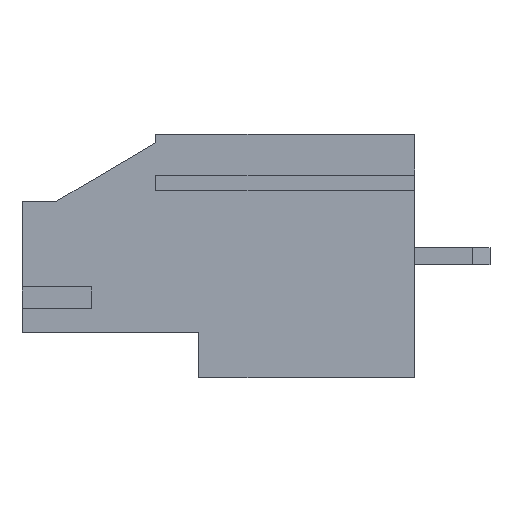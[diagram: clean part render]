
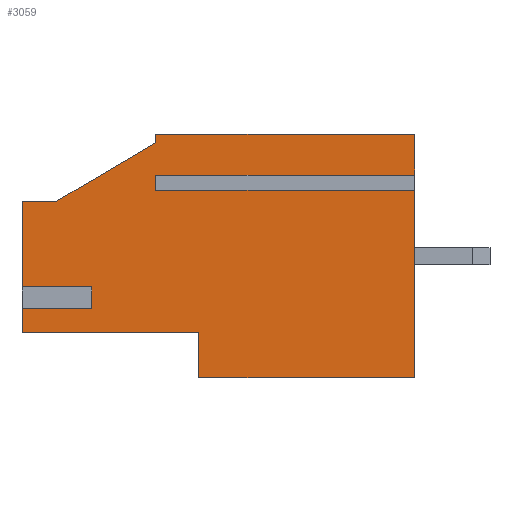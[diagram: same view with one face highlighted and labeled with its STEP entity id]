
A CAD part, left-side view. The second image highlights one B-rep face of the part: STEP entity #3059.
In plain terms, the highlighted planar face has unit normal (-1, 0, 0).
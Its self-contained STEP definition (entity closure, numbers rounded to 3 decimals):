
#88 = VERTEX_POINT ( 'NONE', #944 ) ;
#115 = VERTEX_POINT ( 'NONE', #1397 ) ;
#167 = LINE ( 'NONE', #585, #622 ) ;
#172 = VECTOR ( 'NONE', #5376, 1000. ) ;
#217 = LINE ( 'NONE', #2477, #5151 ) ;
#275 = CARTESIAN_POINT ( 'NONE',  ( -2.54, 0., 5.66 ) ) ;
#306 = CARTESIAN_POINT ( 'NONE',  ( -2.54, 18.2, 2.56 ) ) ;
#318 = LINE ( 'NONE', #5912, #2686 ) ;
#380 = ORIENTED_EDGE ( 'NONE', *, *, #4535, .F. ) ;
#401 = CARTESIAN_POINT ( 'NONE',  ( -2.54, 18.2, -3.54 ) ) ;
#405 = DIRECTION ( 'NONE',  ( 0., 0., 1. ) ) ;
#406 = VERTEX_POINT ( 'NONE', #5757 ) ;
#434 = VERTEX_POINT ( 'NONE', #732 ) ;
#516 = EDGE_CURVE ( 'NONE', #2500, #434, #5905, .T. ) ;
#585 = CARTESIAN_POINT ( 'NONE',  ( -2.54, 0., -1.57 ) ) ;
#622 = VECTOR ( 'NONE', #1520, 1000. ) ;
#664 = VERTEX_POINT ( 'NONE', #3717 ) ;
#692 = VERTEX_POINT ( 'NONE', #4685 ) ;
#703 = CARTESIAN_POINT ( 'NONE',  ( -2.54, 12., 3.06 ) ) ;
#732 = CARTESIAN_POINT ( 'NONE',  ( -2.54, 14.967, -1.57 ) ) ;
#747 = EDGE_CURVE ( 'NONE', #2662, #4830, #2048, .T. ) ;
#760 = LINE ( 'NONE', #306, #4614 ) ;
#783 = EDGE_CURVE ( 'NONE', #2265, #692, #217, .T. ) ;
#797 = DIRECTION ( 'NONE',  ( 0., 0., -1. ) ) ;
#860 = LINE ( 'NONE', #4612, #1107 ) ;
#870 = DIRECTION ( 'NONE',  ( 0., -1., 0. ) ) ;
#923 = VECTOR ( 'NONE', #2348, 1000. ) ;
#944 = CARTESIAN_POINT ( 'NONE',  ( -2.54, 12., 5.26 ) ) ;
#963 = VERTEX_POINT ( 'NONE', #4056 ) ;
#969 = VERTEX_POINT ( 'NONE', #1752 ) ;
#1081 = DIRECTION ( 'NONE',  ( 0., 0., 1. ) ) ;
#1107 = VECTOR ( 'NONE', #5552, 1000. ) ;
#1165 = LINE ( 'NONE', #2978, #1508 ) ;
#1187 = EDGE_CURVE ( 'NONE', #664, #88, #3862, .T. ) ;
#1188 = DIRECTION ( 'NONE',  ( 0., -1., 0. ) ) ;
#1276 = CARTESIAN_POINT ( 'NONE',  ( -2.54, 14.967, -116.26 ) ) ;
#1328 = LINE ( 'NONE', #3659, #5955 ) ;
#1397 = CARTESIAN_POINT ( 'NONE',  ( -2.54, 18.2, 2.56 ) ) ;
#1407 = VECTOR ( 'NONE', #5560, 1000. ) ;
#1425 = VERTEX_POINT ( 'NONE', #1555 ) ;
#1466 = LINE ( 'NONE', #3706, #1407 ) ;
#1508 = VECTOR ( 'NONE', #4494, 1000. ) ;
#1520 = DIRECTION ( 'NONE',  ( 0., 1., 0. ) ) ;
#1555 = CARTESIAN_POINT ( 'NONE',  ( -2.54, 10., -5.64 ) ) ;
#1561 = VERTEX_POINT ( 'NONE', #2102 ) ;
#1593 = ORIENTED_EDGE ( 'NONE', *, *, #516, .F. ) ;
#1601 = ORIENTED_EDGE ( 'NONE', *, *, #5062, .F. ) ;
#1647 = CARTESIAN_POINT ( 'NONE',  ( -2.54, 0., -5.64 ) ) ;
#1651 = EDGE_CURVE ( 'NONE', #2500, #692, #860, .T. ) ;
#1654 = ORIENTED_EDGE ( 'NONE', *, *, #1811, .F. ) ;
#1752 = CARTESIAN_POINT ( 'NONE',  ( -2.54, 12., 3.76 ) ) ;
#1811 = EDGE_CURVE ( 'NONE', #434, #3840, #167, .T. ) ;
#1833 = ORIENTED_EDGE ( 'NONE', *, *, #783, .F. ) ;
#1854 = CARTESIAN_POINT ( 'NONE',  ( -2.54, 18.2, -1.57 ) ) ;
#1856 = VERTEX_POINT ( 'NONE', #2491 ) ;
#2048 = LINE ( 'NONE', #275, #4864 ) ;
#2075 = LINE ( 'NONE', #4356, #4147 ) ;
#2100 = LINE ( 'NONE', #1647, #172 ) ;
#2102 = CARTESIAN_POINT ( 'NONE',  ( -2.54, 10., -3.54 ) ) ;
#2155 = PLANE ( 'NONE',  #4788 ) ;
#2233 = DIRECTION ( 'NONE',  ( 0., 0., 1. ) ) ;
#2265 = VERTEX_POINT ( 'NONE', #3966 ) ;
#2348 = DIRECTION ( 'NONE',  ( 0., 0., -1. ) ) ;
#2374 = ORIENTED_EDGE ( 'NONE', *, *, #5805, .T. ) ;
#2454 = EDGE_CURVE ( 'NONE', #963, #406, #1328, .T. ) ;
#2477 = CARTESIAN_POINT ( 'NONE',  ( -2.54, 18.2, -3.54 ) ) ;
#2491 = CARTESIAN_POINT ( 'NONE',  ( -2.54, 0., 3.76 ) ) ;
#2500 = VERTEX_POINT ( 'NONE', #5028 ) ;
#2530 = EDGE_CURVE ( 'NONE', #3840, #115, #3149, .T. ) ;
#2581 = DIRECTION ( 'NONE',  ( 0., 0., -1. ) ) ;
#2643 = LINE ( 'NONE', #5013, #4617 ) ;
#2649 = VECTOR ( 'NONE', #3013, 1000. ) ;
#2659 = EDGE_CURVE ( 'NONE', #969, #5038, #4653, .T. ) ;
#2662 = VERTEX_POINT ( 'NONE', #5083 ) ;
#2686 = VECTOR ( 'NONE', #797, 1000. ) ;
#2978 = CARTESIAN_POINT ( 'NONE',  ( -2.54, 10., -3.54 ) ) ;
#2981 = EDGE_CURVE ( 'NONE', #1425, #1561, #1466, .T. ) ;
#3013 = DIRECTION ( 'NONE',  ( 0., -0.862, 0.508 ) ) ;
#3059 = ADVANCED_FACE ( 'NONE', ( #5223 ), #2155, .F. ) ;
#3069 = DIRECTION ( 'NONE',  ( 1., 0., 0. ) ) ;
#3094 = ORIENTED_EDGE ( 'NONE', *, *, #2454, .F. ) ;
#3149 = LINE ( 'NONE', #401, #5082 ) ;
#3253 = ORIENTED_EDGE ( 'NONE', *, *, #747, .F. ) ;
#3307 = ORIENTED_EDGE ( 'NONE', *, *, #1651, .T. ) ;
#3659 = CARTESIAN_POINT ( 'NONE',  ( -2.54, 12., 5.66 ) ) ;
#3706 = CARTESIAN_POINT ( 'NONE',  ( -2.54, 10., -5.64 ) ) ;
#3713 = EDGE_CURVE ( 'NONE', #1561, #2265, #1165, .T. ) ;
#3717 = CARTESIAN_POINT ( 'NONE',  ( -2.54, 16.584, 2.56 ) ) ;
#3733 = VECTOR ( 'NONE', #1188, 1000. ) ;
#3770 = EDGE_CURVE ( 'NONE', #4830, #1425, #2100, .T. ) ;
#3840 = VERTEX_POINT ( 'NONE', #1854 ) ;
#3853 = CARTESIAN_POINT ( 'NONE',  ( -2.54, 12., 3.06 ) ) ;
#3862 = LINE ( 'NONE', #5712, #2649 ) ;
#3881 = ORIENTED_EDGE ( 'NONE', *, *, #2530, .F. ) ;
#3966 = CARTESIAN_POINT ( 'NONE',  ( -2.54, 18.2, -3.54 ) ) ;
#4050 = ORIENTED_EDGE ( 'NONE', *, *, #5515, .F. ) ;
#4056 = CARTESIAN_POINT ( 'NONE',  ( -2.54, 12., 5.66 ) ) ;
#4114 = ORIENTED_EDGE ( 'NONE', *, *, #3713, .F. ) ;
#4147 = VECTOR ( 'NONE', #1081, 1000. ) ;
#4165 = EDGE_CURVE ( 'NONE', #5038, #2662, #4848, .T. ) ;
#4186 = VECTOR ( 'NONE', #405, 1000. ) ;
#4191 = ORIENTED_EDGE ( 'NONE', *, *, #4165, .F. ) ;
#4265 = EDGE_LOOP ( 'NONE', ( #4114, #5313, #4358, #3253, #4191, #5519, #2374, #1601, #3094, #4050, #5457, #380, #3881, #1654, #1593, #3307, #1833 ) ) ;
#4356 = CARTESIAN_POINT ( 'NONE',  ( -2.54, 12., 5.26 ) ) ;
#4358 = ORIENTED_EDGE ( 'NONE', *, *, #3770, .F. ) ;
#4458 = CARTESIAN_POINT ( 'NONE',  ( -2.54, 0., 0. ) ) ;
#4494 = DIRECTION ( 'NONE',  ( 0., 1., 0. ) ) ;
#4535 = EDGE_CURVE ( 'NONE', #115, #664, #760, .T. ) ;
#4612 = CARTESIAN_POINT ( 'NONE',  ( -2.54, 0., -2.27 ) ) ;
#4614 = VECTOR ( 'NONE', #5810, 1000. ) ;
#4617 = VECTOR ( 'NONE', #4891, 1000. ) ;
#4653 = LINE ( 'NONE', #5593, #923 ) ;
#4685 = CARTESIAN_POINT ( 'NONE',  ( -2.54, 18.2, -2.27 ) ) ;
#4788 = AXIS2_PLACEMENT_3D ( 'NONE', #4458, #3069, #2581 ) ;
#4830 = VERTEX_POINT ( 'NONE', #5981 ) ;
#4848 = LINE ( 'NONE', #703, #3733 ) ;
#4864 = VECTOR ( 'NONE', #5746, 1000. ) ;
#4891 = DIRECTION ( 'NONE',  ( 0., -1., 0. ) ) ;
#5013 = CARTESIAN_POINT ( 'NONE',  ( -2.54, 12., 3.76 ) ) ;
#5028 = CARTESIAN_POINT ( 'NONE',  ( -2.54, 14.967, -2.27 ) ) ;
#5038 = VERTEX_POINT ( 'NONE', #3853 ) ;
#5062 = EDGE_CURVE ( 'NONE', #406, #1856, #318, .T. ) ;
#5082 = VECTOR ( 'NONE', #2233, 1000. ) ;
#5083 = CARTESIAN_POINT ( 'NONE',  ( -2.54, 0., 3.06 ) ) ;
#5151 = VECTOR ( 'NONE', #5298, 1000. ) ;
#5223 = FACE_OUTER_BOUND ( 'NONE', #4265, .T. ) ;
#5298 = DIRECTION ( 'NONE',  ( 0., 0., 1. ) ) ;
#5313 = ORIENTED_EDGE ( 'NONE', *, *, #2981, .F. ) ;
#5376 = DIRECTION ( 'NONE',  ( 0., 1., 0. ) ) ;
#5457 = ORIENTED_EDGE ( 'NONE', *, *, #1187, .F. ) ;
#5515 = EDGE_CURVE ( 'NONE', #88, #963, #2075, .T. ) ;
#5519 = ORIENTED_EDGE ( 'NONE', *, *, #2659, .F. ) ;
#5552 = DIRECTION ( 'NONE',  ( 0., 1., 0. ) ) ;
#5560 = DIRECTION ( 'NONE',  ( 0., 0., 1. ) ) ;
#5593 = CARTESIAN_POINT ( 'NONE',  ( -2.54, 12., 3.76 ) ) ;
#5712 = CARTESIAN_POINT ( 'NONE',  ( -2.54, 16.584, 2.56 ) ) ;
#5746 = DIRECTION ( 'NONE',  ( 0., 0., -1. ) ) ;
#5757 = CARTESIAN_POINT ( 'NONE',  ( -2.54, 0., 5.66 ) ) ;
#5805 = EDGE_CURVE ( 'NONE', #969, #1856, #2643, .T. ) ;
#5810 = DIRECTION ( 'NONE',  ( 0., -1., 0. ) ) ;
#5905 = LINE ( 'NONE', #1276, #4186 ) ;
#5912 = CARTESIAN_POINT ( 'NONE',  ( -2.54, 0., 5.66 ) ) ;
#5955 = VECTOR ( 'NONE', #870, 1000. ) ;
#5981 = CARTESIAN_POINT ( 'NONE',  ( -2.54, 0., -5.64 ) ) ;
